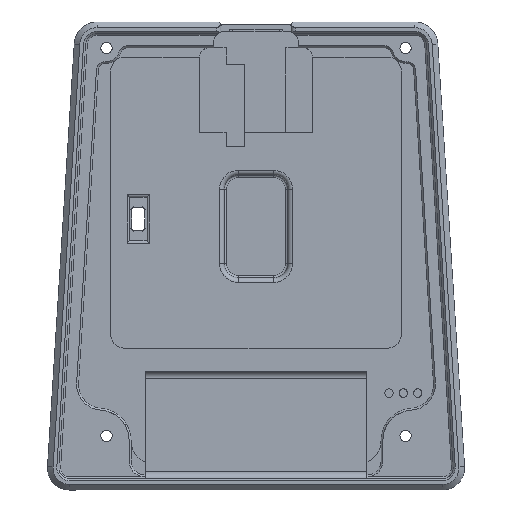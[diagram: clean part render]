
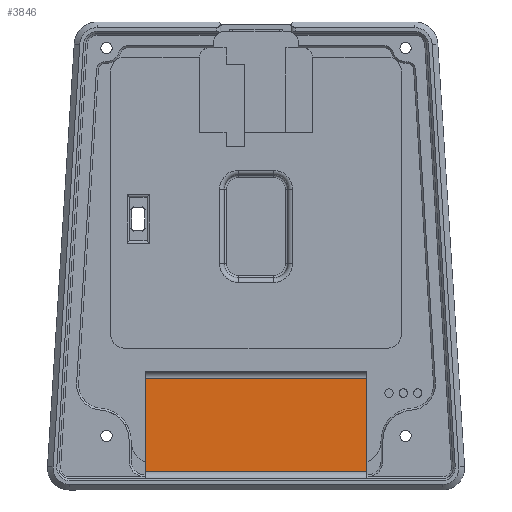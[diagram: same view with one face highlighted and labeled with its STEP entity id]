
A CAD part, top view. The second image highlights one B-rep face of the part: STEP entity #3846.
In plain terms, the highlighted face is planar.
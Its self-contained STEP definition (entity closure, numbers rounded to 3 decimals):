
#110=PLANE('',#4163);
#311=LINE('',#6402,#662);
#312=LINE('',#6405,#663);
#313=LINE('',#6407,#664);
#314=LINE('',#6408,#665);
#662=VECTOR('',#4795,10.);
#663=VECTOR('',#4798,10.);
#664=VECTOR('',#4799,10.);
#665=VECTOR('',#4800,10.);
#1033=FACE_OUTER_BOUND('',#1273,.T.);
#1273=EDGE_LOOP('',(#2958,#2959,#2960,#2961));
#1785=VERTEX_POINT('',#6398);
#1786=VERTEX_POINT('',#6400);
#1787=VERTEX_POINT('',#6404);
#1788=VERTEX_POINT('',#6406);
#2211=EDGE_CURVE('',#1785,#1786,#311,.T.);
#2212=EDGE_CURVE('',#1787,#1786,#312,.T.);
#2213=EDGE_CURVE('',#1787,#1788,#313,.T.);
#2214=EDGE_CURVE('',#1785,#1788,#314,.T.);
#2958=ORIENTED_EDGE('',*,*,#2211,.T.);
#2959=ORIENTED_EDGE('',*,*,#2212,.F.);
#2960=ORIENTED_EDGE('',*,*,#2213,.T.);
#2961=ORIENTED_EDGE('',*,*,#2214,.F.);
#3846=ADVANCED_FACE('',(#1033),#110,.F.);
#4163=AXIS2_PLACEMENT_3D('',#6403,#4796,#4797);
#4795=DIRECTION('',(0.,1.,0.));
#4796=DIRECTION('center_axis',(-0.174,0.,
-0.985));
#4797=DIRECTION('ref_axis',(0.,1.,0.));
#4798=DIRECTION('',(0.985,0.,-0.174));
#4799=DIRECTION('',(0.,-1.,0.));
#4800=DIRECTION('',(-0.985,0.,0.174));
#6398=CARTESIAN_POINT('',(3.129,-27.09,4.383));
#6400=CARTESIAN_POINT('',(3.129,20.41,4.383));
#6402=CARTESIAN_POINT('',(3.129,-15.215,4.383));
#6403=CARTESIAN_POINT('Origin',(-6.719,-3.34,6.12));
#6404=CARTESIAN_POINT('',(-16.567,20.41,7.856));
#6405=CARTESIAN_POINT('',(-18.044,20.41,8.117));
#6406=CARTESIAN_POINT('',(-16.567,-27.09,7.856));
#6407=CARTESIAN_POINT('',(-16.567,8.535,7.856));
#6408=CARTESIAN_POINT('',(4.606,-27.09,4.123));
